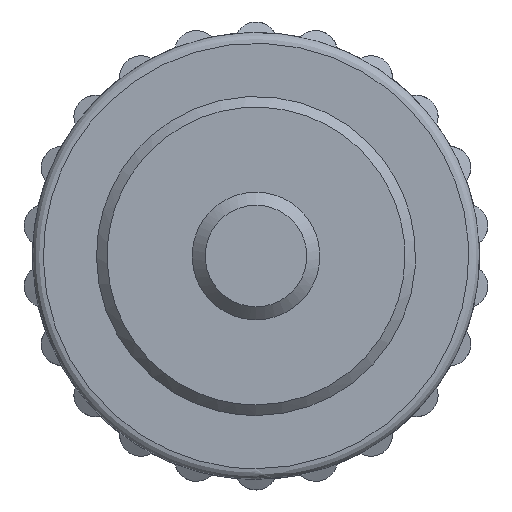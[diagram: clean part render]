
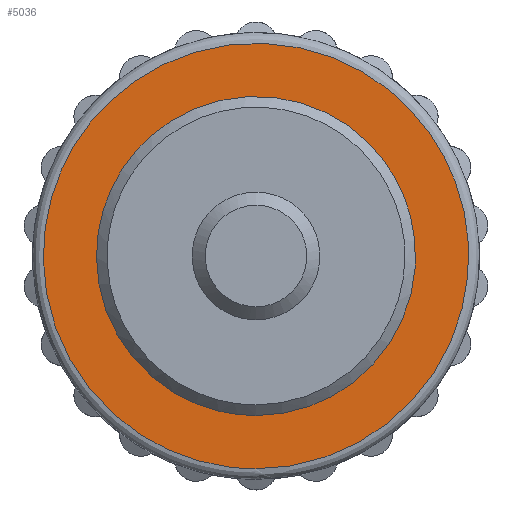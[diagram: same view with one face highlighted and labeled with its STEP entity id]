
A CAD part, front view. The second image highlights one B-rep face of the part: STEP entity #5036.
In plain terms, the highlighted free-form (B-spline) face has degree [1, 1] with [2, 2] control points.
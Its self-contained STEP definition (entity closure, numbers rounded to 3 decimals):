
#4719 = ( BOUNDED_SURFACE() B_SPLINE_SURFACE(2,2,(
    (#4720,#4721,#4722)
    ,(#4723,#4724,#4725)
    ,(#4726,#4727,#4728)
    ,(#4729,#4730,#4731)
    ,(#4732,#4733,#4734)
    ,(#4735,#4736,#4737)
    ,(#4738,#4739,#4740
)),.UNSPECIFIED.,.T.,.F.,.F.) B_SPLINE_SURFACE_WITH_KNOTS((1,2,2,2,2,1),
  (3,3),(-2.094,0.,2.094,4.189,6.283,
    8.378),(6.283,7.854),.UNSPECIFIED.) 
GEOMETRIC_REPRESENTATION_ITEM() RATIONAL_B_SPLINE_SURFACE((
    (1.,0.707,1.)
    ,(0.5,0.354,0.5)
    ,(1.,0.707,1.)
    ,(0.5,0.354,0.5)
    ,(1.,0.707,1.)
    ,(0.5,0.354,0.5)
,(1.,0.707,1.))) REPRESENTATION_ITEM('') SURFACE() );
#4720 = CARTESIAN_POINT('',(0.,4.2,-10.5));
#4721 = CARTESIAN_POINT('',(0.,3.7,-10.5));
#4722 = CARTESIAN_POINT('',(0.,3.7,-10.));
#4723 = CARTESIAN_POINT('',(18.187,4.2,-10.5));
#4724 = CARTESIAN_POINT('',(18.187,3.7,-10.5));
#4725 = CARTESIAN_POINT('',(17.321,3.7,-10.));
#4726 = CARTESIAN_POINT('',(9.093,4.2,5.25));
#4727 = CARTESIAN_POINT('',(9.093,3.7,5.25));
#4728 = CARTESIAN_POINT('',(8.66,3.7,5.));
#4729 = CARTESIAN_POINT('',(0.,4.2,21.));
#4730 = CARTESIAN_POINT('',(0.,3.7,21.));
#4731 = CARTESIAN_POINT('',(0.,3.7,20.));
#4732 = CARTESIAN_POINT('',(-9.093,4.2,5.25));
#4733 = CARTESIAN_POINT('',(-9.093,3.7,5.25));
#4734 = CARTESIAN_POINT('',(-8.66,3.7,5.));
#4735 = CARTESIAN_POINT('',(-18.187,4.2,-10.5));
#4736 = CARTESIAN_POINT('',(-18.187,3.7,-10.5));
#4737 = CARTESIAN_POINT('',(-17.321,3.7,-10.));
#4738 = CARTESIAN_POINT('',(0.,4.2,-10.5));
#4739 = CARTESIAN_POINT('',(0.,3.7,-10.5));
#4740 = CARTESIAN_POINT('',(0.,3.7,-10.));
#4945 = ( BOUNDED_SURFACE() B_SPLINE_SURFACE(2,1,(
    (#4946,#4947)
    ,(#4948,#4949)
    ,(#4950,#4951)
    ,(#4952,#4953)
    ,(#4954,#4955)
    ,(#4956,#4957)
    ,(#4958,#4959
)),.UNSPECIFIED.,.T.,.F.,.F.) B_SPLINE_SURFACE_WITH_KNOTS((1,2,2,2,2,1),
  (2,2),(-2.094,0.,2.094,4.189,6.283,
    8.378),(0.5,3.7),.UNSPECIFIED.) 
GEOMETRIC_REPRESENTATION_ITEM() RATIONAL_B_SPLINE_SURFACE((
    (1.,1.)
    ,(0.5,0.5)
    ,(1.,1.)
    ,(0.5,0.5)
    ,(1.,1.)
    ,(0.5,0.5)
,(1.,1.))) REPRESENTATION_ITEM('') SURFACE() );
#4946 = CARTESIAN_POINT('',(0.,0.5,-7.5));
#4947 = CARTESIAN_POINT('',(0.,3.7,-7.5));
#4948 = CARTESIAN_POINT('',(-12.99,0.5,-7.5));
#4949 = CARTESIAN_POINT('',(-12.99,3.7,-7.5));
#4950 = CARTESIAN_POINT('',(-6.495,0.5,3.75));
#4951 = CARTESIAN_POINT('',(-6.495,3.7,3.75));
#4952 = CARTESIAN_POINT('',(0.,0.5,15.));
#4953 = CARTESIAN_POINT('',(0.,3.7,15.));
#4954 = CARTESIAN_POINT('',(6.495,0.5,3.75));
#4955 = CARTESIAN_POINT('',(6.495,3.7,3.75));
#4956 = CARTESIAN_POINT('',(12.99,0.5,-7.5));
#4957 = CARTESIAN_POINT('',(12.99,3.7,-7.5));
#4958 = CARTESIAN_POINT('',(0.,0.5,-7.5));
#4959 = CARTESIAN_POINT('',(0.,3.7,-7.5));
#4977 = VERTEX_POINT('',#4978);
#4978 = CARTESIAN_POINT('',(0.,3.7,-7.5));
#4998 = EDGE_CURVE('',#4977,#4977,#4999,.T.);
#4999 = SURFACE_CURVE('',#5000,(#5008,#5019),.PCURVE_S1.);
#5000 = ( BOUNDED_CURVE() B_SPLINE_CURVE(2,(#5001,#5002,#5003,#5004,
#5005,#5006,#5007),.UNSPECIFIED.,.T.,.F.) B_SPLINE_CURVE_WITH_KNOTS((1,2
    ,2,2,2,1),(-2.094,0.,2.094,4.189,
6.283,8.378),.UNSPECIFIED.) CURVE() 
GEOMETRIC_REPRESENTATION_ITEM() RATIONAL_B_SPLINE_CURVE((1.,0.5,1.,0.5,
1.,0.5,1.)) REPRESENTATION_ITEM('') );
#5001 = CARTESIAN_POINT('',(0.,3.7,-7.5));
#5002 = CARTESIAN_POINT('',(12.99,3.7,-7.5));
#5003 = CARTESIAN_POINT('',(6.495,3.7,3.75));
#5004 = CARTESIAN_POINT('',(0.,3.7,15.));
#5005 = CARTESIAN_POINT('',(-6.495,3.7,3.75));
#5006 = CARTESIAN_POINT('',(-12.99,3.7,-7.5));
#5007 = CARTESIAN_POINT('',(0.,3.7,-7.5));
#5008 = PCURVE('',#4945,#5009);
#5009 = DEFINITIONAL_REPRESENTATION('',(#5010),#5018);
#5010 = B_SPLINE_CURVE_WITH_KNOTS('',2,(#5011,#5012,#5013,#5014,#5015,
    #5016,#5017),.UNSPECIFIED.,.F.,.F.,(3,2,2,3),(0.,2.094,
    4.189,6.283),.PIECEWISE_BEZIER_KNOTS.);
#5011 = CARTESIAN_POINT('',(6.283,3.7));
#5012 = CARTESIAN_POINT('',(5.236,3.7));
#5013 = CARTESIAN_POINT('',(4.189,3.7));
#5014 = CARTESIAN_POINT('',(3.142,3.7));
#5015 = CARTESIAN_POINT('',(2.094,3.7));
#5016 = CARTESIAN_POINT('',(1.047,3.7));
#5017 = CARTESIAN_POINT('',(0.,3.7));
#5018 = ( GEOMETRIC_REPRESENTATION_CONTEXT(2) 
PARAMETRIC_REPRESENTATION_CONTEXT() REPRESENTATION_CONTEXT('2D SPACE',''
  ) );
#5019 = PCURVE('',#5020,#5025);
#5020 = B_SPLINE_SURFACE_WITH_KNOTS('',1,1,(
    (#5021,#5022)
    ,(#5023,#5024
    )),.UNSPECIFIED.,.F.,.F.,.F.,(2,2),(2,2),(-10.,10.),(-20.,0.),
  .PIECEWISE_BEZIER_KNOTS.);
#5021 = CARTESIAN_POINT('',(-10.,3.7,-10.));
#5022 = CARTESIAN_POINT('',(10.,3.7,-10.));
#5023 = CARTESIAN_POINT('',(-10.,3.7,10.));
#5024 = CARTESIAN_POINT('',(10.,3.7,10.));
#5025 = DEFINITIONAL_REPRESENTATION('',(#5026),#5034);
#5026 = ( BOUNDED_CURVE() B_SPLINE_CURVE(2,(#5027,#5028,#5029,#5030,
#5031,#5032,#5033),.UNSPECIFIED.,.T.,.F.) B_SPLINE_CURVE_WITH_KNOTS((1,2
    ,2,2,2,1),(-2.094,0.,2.094,4.189,
6.283,8.378),.UNSPECIFIED.) CURVE() 
GEOMETRIC_REPRESENTATION_ITEM() RATIONAL_B_SPLINE_CURVE((1.,0.5,1.,0.5,
1.,0.5,1.)) REPRESENTATION_ITEM('') );
#5027 = CARTESIAN_POINT('',(-7.5,-10.));
#5028 = CARTESIAN_POINT('',(-7.5,2.99));
#5029 = CARTESIAN_POINT('',(3.75,-3.505));
#5030 = CARTESIAN_POINT('',(15.,-10.));
#5031 = CARTESIAN_POINT('',(3.75,-16.495));
#5032 = CARTESIAN_POINT('',(-7.5,-22.99));
#5033 = CARTESIAN_POINT('',(-7.5,-10.));
#5034 = ( GEOMETRIC_REPRESENTATION_CONTEXT(2) 
PARAMETRIC_REPRESENTATION_CONTEXT() REPRESENTATION_CONTEXT('2D SPACE',''
  ) );
#5036 = ADVANCED_FACE('',(#5037,#5040),#5020,.F.);
#5037 = FACE_BOUND('',#5038,.T.);
#5038 = EDGE_LOOP('',(#5039));
#5039 = ORIENTED_EDGE('',*,*,#4998,.F.);
#5040 = FACE_BOUND('',#5041,.T.);
#5041 = EDGE_LOOP('',(#5042));
#5042 = ORIENTED_EDGE('',*,*,#5043,.T.);
#5043 = EDGE_CURVE('',#5044,#5044,#5046,.T.);
#5044 = VERTEX_POINT('',#5045);
#5045 = CARTESIAN_POINT('',(0.,3.7,-10.));
#5046 = SURFACE_CURVE('',#5047,(#5055,#5066),.PCURVE_S1.);
#5047 = ( BOUNDED_CURVE() B_SPLINE_CURVE(2,(#5048,#5049,#5050,#5051,
#5052,#5053,#5054),.UNSPECIFIED.,.T.,.F.) B_SPLINE_CURVE_WITH_KNOTS((1,2
    ,2,2,2,1),(-2.094,0.,2.094,4.189,
6.283,8.378),.UNSPECIFIED.) CURVE() 
GEOMETRIC_REPRESENTATION_ITEM() RATIONAL_B_SPLINE_CURVE((1.,0.5,1.,0.5,
1.,0.5,1.)) REPRESENTATION_ITEM('') );
#5048 = CARTESIAN_POINT('',(0.,3.7,-10.));
#5049 = CARTESIAN_POINT('',(17.321,3.7,-10.));
#5050 = CARTESIAN_POINT('',(8.66,3.7,5.));
#5051 = CARTESIAN_POINT('',(0.,3.7,20.));
#5052 = CARTESIAN_POINT('',(-8.66,3.7,5.));
#5053 = CARTESIAN_POINT('',(-17.321,3.7,-10.));
#5054 = CARTESIAN_POINT('',(0.,3.7,-10.));
#5055 = PCURVE('',#5020,#5056);
#5056 = DEFINITIONAL_REPRESENTATION('',(#5057),#5065);
#5057 = ( BOUNDED_CURVE() B_SPLINE_CURVE(2,(#5058,#5059,#5060,#5061,
#5062,#5063,#5064),.UNSPECIFIED.,.T.,.F.) B_SPLINE_CURVE_WITH_KNOTS((1,2
    ,2,2,2,1),(-2.094,0.,2.094,4.189,
6.283,8.378),.UNSPECIFIED.) CURVE() 
GEOMETRIC_REPRESENTATION_ITEM() RATIONAL_B_SPLINE_CURVE((1.,0.5,1.,0.5,
1.,0.5,1.)) REPRESENTATION_ITEM('') );
#5058 = CARTESIAN_POINT('',(-10.,-10.));
#5059 = CARTESIAN_POINT('',(-10.,7.321));
#5060 = CARTESIAN_POINT('',(5.,-1.34));
#5061 = CARTESIAN_POINT('',(20.,-10.));
#5062 = CARTESIAN_POINT('',(5.,-18.66));
#5063 = CARTESIAN_POINT('',(-10.,-27.321));
#5064 = CARTESIAN_POINT('',(-10.,-10.));
#5065 = ( GEOMETRIC_REPRESENTATION_CONTEXT(2) 
PARAMETRIC_REPRESENTATION_CONTEXT() REPRESENTATION_CONTEXT('2D SPACE',''
  ) );
#5066 = PCURVE('',#4719,#5067);
#5067 = DEFINITIONAL_REPRESENTATION('',(#5068),#5076);
#5068 = B_SPLINE_CURVE_WITH_KNOTS('',2,(#5069,#5070,#5071,#5072,#5073,
    #5074,#5075),.UNSPECIFIED.,.F.,.F.,(3,2,2,3),(0.,2.094,
    4.189,6.283),.PIECEWISE_BEZIER_KNOTS.);
#5069 = CARTESIAN_POINT('',(0.,7.854));
#5070 = CARTESIAN_POINT('',(1.047,7.854));
#5071 = CARTESIAN_POINT('',(2.094,7.854));
#5072 = CARTESIAN_POINT('',(3.142,7.854));
#5073 = CARTESIAN_POINT('',(4.189,7.854));
#5074 = CARTESIAN_POINT('',(5.236,7.854));
#5075 = CARTESIAN_POINT('',(6.283,7.854));
#5076 = ( GEOMETRIC_REPRESENTATION_CONTEXT(2) 
PARAMETRIC_REPRESENTATION_CONTEXT() REPRESENTATION_CONTEXT('2D SPACE',''
  ) );
